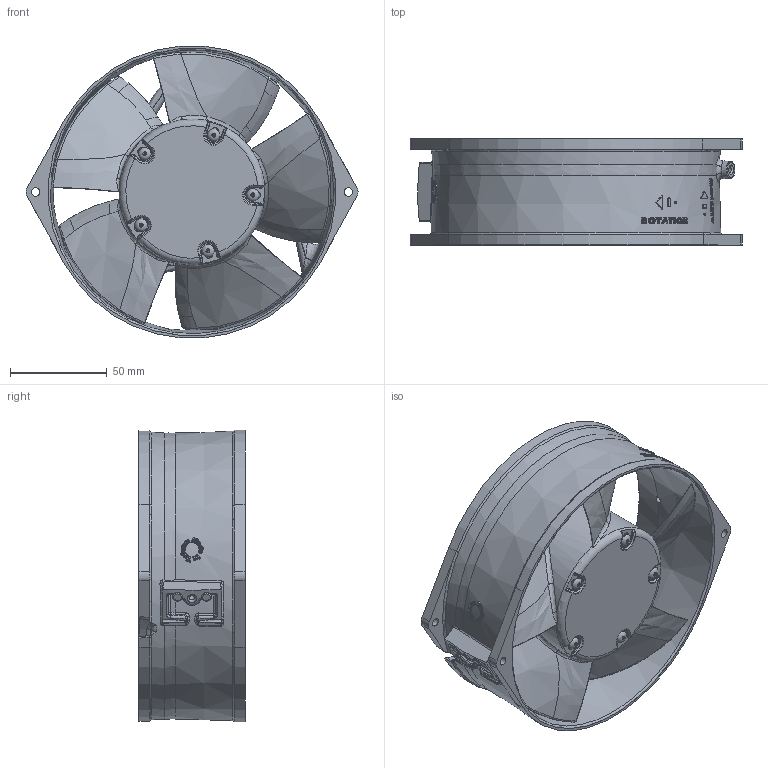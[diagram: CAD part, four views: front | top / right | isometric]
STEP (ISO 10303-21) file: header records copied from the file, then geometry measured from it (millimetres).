
FILE_DESCRIPTION(/* description */ ('Unknown'),/* implementation_level */ '2;1');
FILE_NAME(/* name */ 'FA3,P 型錄用組合圖2',/* time_stamp */ '2020-02-19T08:29:49+08:00',/* author */ ('Unknown'),/* organization */ ('Unknown'),/* preprocessor_version */ 'ST-DEVELOPER v16.7',/* originating_system */ 'DEX',/* authorisation */ $);
FILE_SCHEMA (('AUTOMOTIVE_DESIGN {1 0 10303 214 3 1 1}'));
Products named in the file (1): FA3,P 型錄用組
Bounding box: 172 x 55 x 151.09 mm (x, y, z)
Volume: 243132.2 mm3; surface area: 168671.3 mm2
Topology: 2 solids, 17 shells, 2757 faces, 7043 edges, 4301 vertices
Faces by surface type: bspline 1109, cylinder 657, plane 583, torus 232, cone 153, sphere 23
Full cylindrical faces by diameter (mm): 3 x5, 3.2 x2, 3.242 x1, 3.4 x10, 4.3 x4, 4.7 x1, 4.92 x1, 4.992 x1, 4.993 x2, 9 x1, 13 x2, 13.6 x1, 14.9 x1, 14.95 x1, 15.03 x1, 15.34 x1, 17.6 x1, 18 x2, 19 x1, 20 x2, 22 x1, 52.6 x1, 63 x1, 72 x1, 75.6 x1
Entity records: 132206 total; most frequent: CARTESIAN_POINT 56510, ORIENTED_EDGE 13478, DIRECTION 8881, EDGE_CURVE 6739, VERTEX_POINT 4207, AXIS2_PLACEMENT_3D 3684, B_SPLINE_CURVE_WITH_KNOTS 3191, FACE_BOUND 3000
